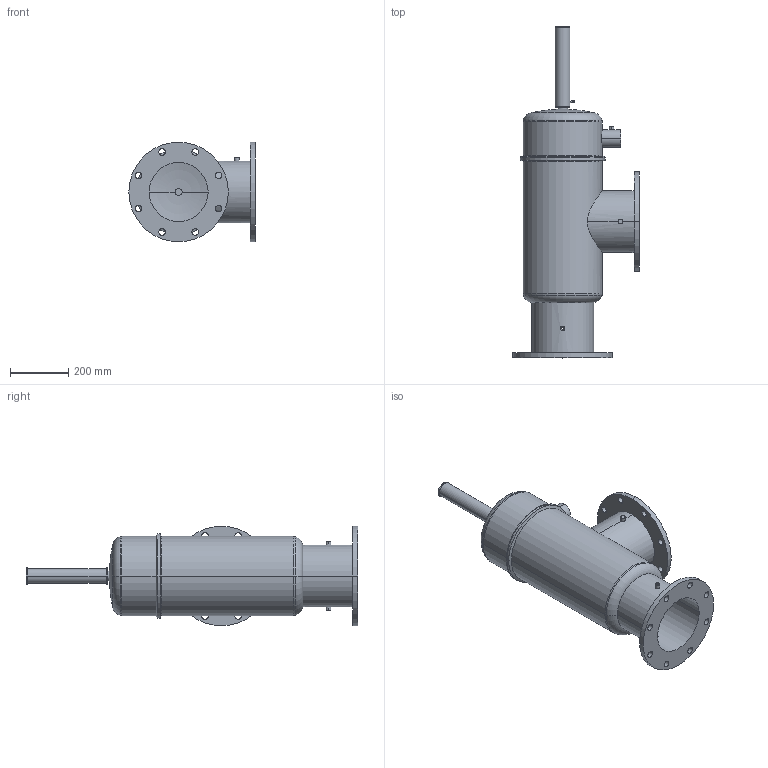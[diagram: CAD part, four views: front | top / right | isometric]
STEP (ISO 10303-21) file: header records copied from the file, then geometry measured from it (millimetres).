
FILE_DESCRIPTION (( 'STEP AP203' ), '1' );
FILE_NAME ('C8-90.STEP', '2020-07-16T12:10:06', ( '' ), ( '' ), 'SwSTEP 2.0', 'SolidWorks 2018', '' );
FILE_SCHEMA (( 'CONFIG_CONTROL_DESIGN' ));
Length unit declared in the file: inch
Products named in the file (1): C8-90
Bounding box: 435.1 x 1143.87 x 342.9 mm (x, y, z)
Volume: 6397392.5 mm3; surface area: 1972635.7 mm2
Topology: 5 solids, 5 shells, 152 faces, 374 edges, 234 vertices
Faces by surface type: cylinder 92, plane 32, torus 20, cone 8
Entity records: 5985 total; most frequent: CARTESIAN_POINT 2131, DIRECTION 830, ORIENTED_EDGE 748, EDGE_CURVE 374, AXIS2_PLACEMENT_3D 343, VERTEX_POINT 234, EDGE_LOOP 206, CIRCLE 190
